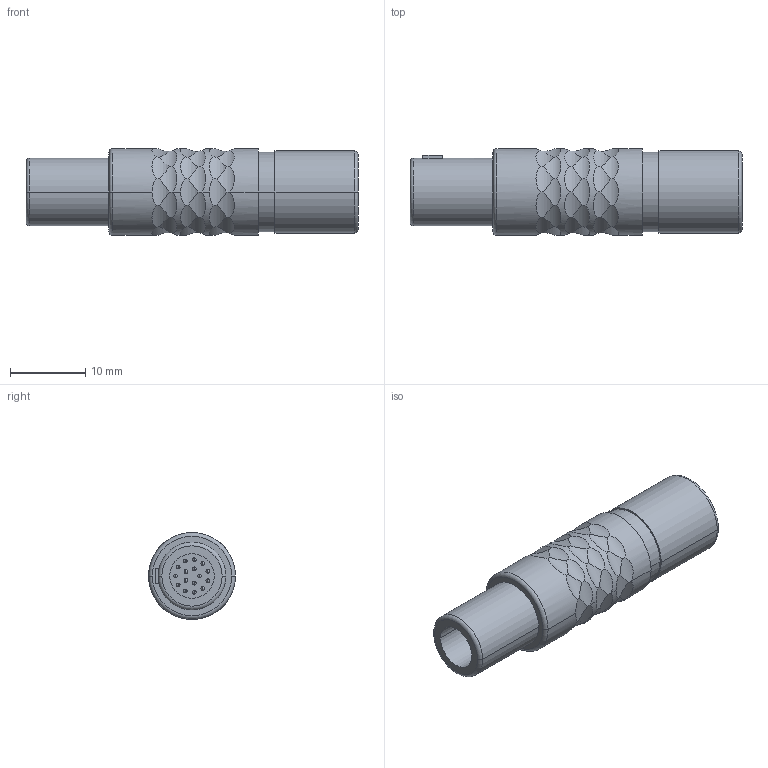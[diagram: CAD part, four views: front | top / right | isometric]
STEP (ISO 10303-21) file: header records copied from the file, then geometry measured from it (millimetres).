
FILE_DESCRIPTION((''),'2;1');
FILE_NAME('S11L0C-P16M','2022-03-29T15:59:08',('RTrager'),(''),'CREO PARAMETRIC BY PTC INC, 2020184','CREO PARAMETRIC BY PTC INC, 2020184','');
FILE_SCHEMA(('AP242_MANAGED_MODEL_BASED_3D_ENGINEERING_MIM_LF { 1 0 10303 442 1 1 4 }'));
Length unit declared in the file: millimetre
Products named in the file (1): S11L0C-P16M
Bounding box: 44 x 11.5 x 11.5 mm (x, y, z)
Volume: 3030.3 mm3; surface area: 2609.4 mm2
Topology: 1 solids, 1 shells, 327 faces, 856 edges, 538 vertices
Faces by surface type: cylinder 212, plane 52, sphere 32, torus 22, bspline 9
Entity records: 16426 total; most frequent: CARTESIAN_POINT 6514, ORIENTED_EDGE 1648, DIRECTION 1530, EDGE_CURVE 824, AXIS2_PLACEMENT_3D 655, VERTEX_POINT 538, EDGE_LOOP 366, CIRCLE 337
